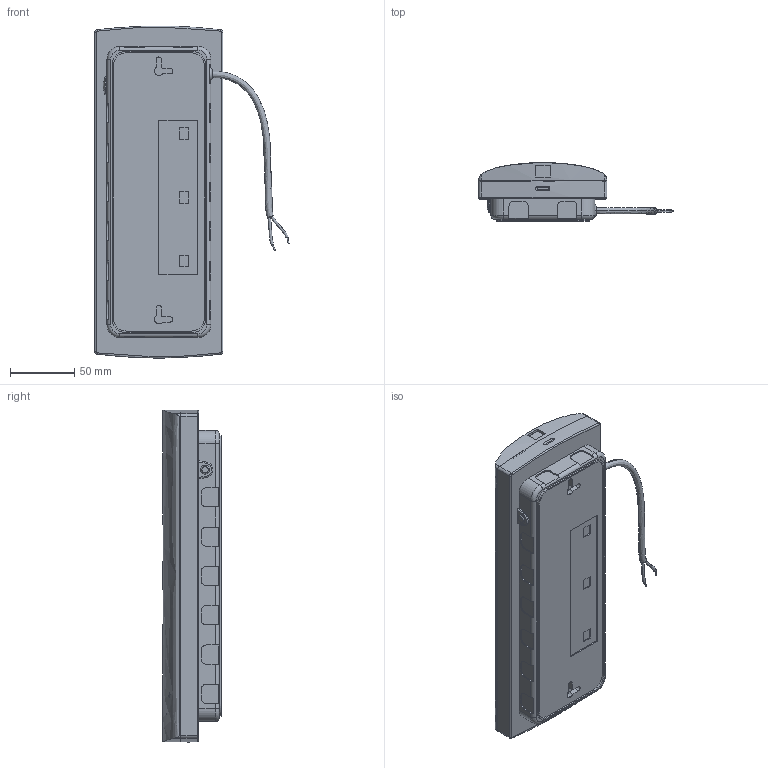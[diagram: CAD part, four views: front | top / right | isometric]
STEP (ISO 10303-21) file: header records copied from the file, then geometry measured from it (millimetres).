
FILE_DESCRIPTION (( 'STEP AP214' ), '1' );
FILE_NAME ('LDPA0-2101-30-K01 Ñâåòèëüíèê àâàðèéíûé ÄÏÀ 2101, àêêóìóëÿòîð, 4÷, 30LED, IP20, IEK.STEP', '2017-08-24T12:10:41', ( '' ), ( '' ), 'SwSTEP 2.0', 'SolidWorks 2014', '' );
FILE_SCHEMA (( 'AUTOMOTIVE_DESIGN' ));
Length unit declared in the file: millimetre
Products named in the file (1): LDPA0-2101-30-K01 Ñâåòèëüíèê àâàðèéíûé ÄÏÀ 2101, àêêóìóëÿòîð, 4÷, 30LED, IP20, IEK
Bounding box: 151.64 x 45.5 x 258.98 mm (x, y, z)
Volume: 687514 mm3; surface area: 197729.2 mm2
Topology: 2 solids, 2 shells, 942 faces, 2370 edges, 1544 vertices
Faces by surface type: plane 647, cylinder 171, torus 85, bspline 35, cone 4
Entity records: 29621 total; most frequent: CARTESIAN_POINT 6864, ORIENTED_EDGE 4740, DIRECTION 4517, EDGE_CURVE 2370, VECTOR 1643, LINE 1643, VERTEX_POINT 1544, AXIS2_PLACEMENT_3D 1437
